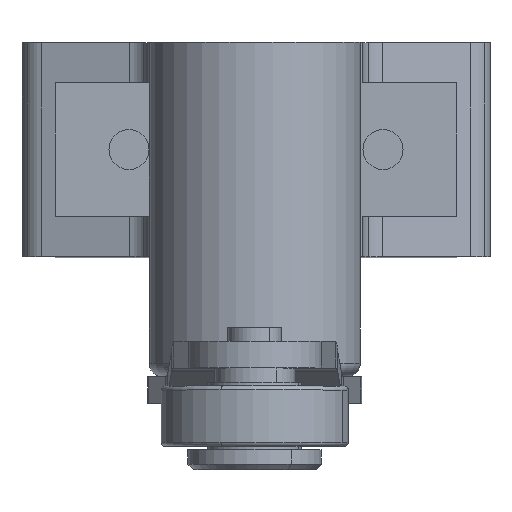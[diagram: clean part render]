
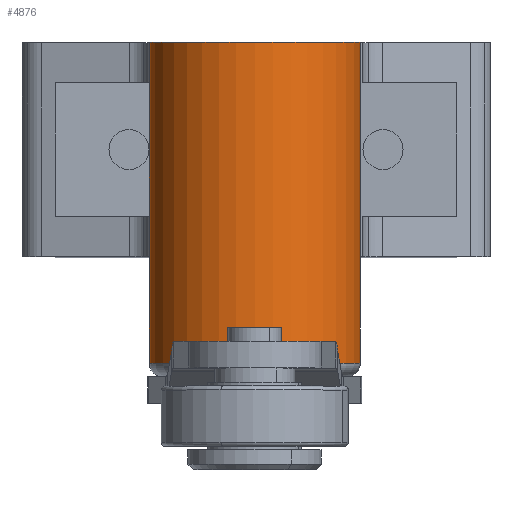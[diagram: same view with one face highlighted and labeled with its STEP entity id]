
A CAD part, top view. The second image highlights one B-rep face of the part: STEP entity #4876.
In plain terms, the highlighted cylindrical face has radius 7.9 mm (diameter 15.8 mm), a partial arc.
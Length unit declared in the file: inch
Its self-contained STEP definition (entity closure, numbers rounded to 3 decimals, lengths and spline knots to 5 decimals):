
#108 = EDGE_CURVE ( 'NONE', #13658, #6287, #4786, .T. ) ;
#161 = EDGE_CURVE ( 'NONE', #6287, #20064, #16978, .T. ) ;
#204 = CARTESIAN_POINT ( 'NONE',  ( -0.31496, 0.31496, 2.27953 ) ) ;
#366 = DIRECTION ( 'NONE',  ( 0., -1., 0. ) ) ;
#592 = CARTESIAN_POINT ( 'NONE',  ( -0.31496, -0.31496, 2.27953 ) ) ;
#803 = VECTOR ( 'NONE', #16997, 39.37008 ) ;
#821 = LINE ( 'NONE', #7098, #4901 ) ;
#872 = VERTEX_POINT ( 'NONE', #592 ) ;
#1573 = EDGE_CURVE ( 'NONE', #3322, #3911, #18494, .T. ) ;
#2910 = AXIS2_PLACEMENT_3D ( 'NONE', #20038, #9608, #9684 ) ;
#3283 = FACE_OUTER_BOUND ( 'NONE', #18482, .T. ) ;
#3322 = VERTEX_POINT ( 'NONE', #15968 ) ;
#3622 = EDGE_CURVE ( 'NONE', #872, #3911, #11689, .T. ) ;
#3708 = VECTOR ( 'NONE', #10396, 39.37008 ) ;
#3911 = VERTEX_POINT ( 'NONE', #20304 ) ;
#4786 = CIRCLE ( 'NONE', #2910, 0.31102 ) ;
#4876 = ADVANCED_FACE ( 'NONE', ( #3283 ), #12003, .T. ) ;
#4901 = VECTOR ( 'NONE', #366, 39.37008 ) ;
#5496 = EDGE_CURVE ( 'NONE', #20064, #3322, #821, .T. ) ;
#5972 = CARTESIAN_POINT ( 'NONE',  ( 0.30709, 0.31496, 2.27953 ) ) ;
#6287 = VERTEX_POINT ( 'NONE', #5972 ) ;
#6580 = DIRECTION ( 'NONE',  ( -1., 0., 0. ) ) ;
#7098 = CARTESIAN_POINT ( 'NONE',  ( 0.30709, 0.31496, 2.27953 ) ) ;
#7765 = ORIENTED_EDGE ( 'NONE', *, *, #19018, .T. ) ;
#7778 = AXIS2_PLACEMENT_3D ( 'NONE', #14823, #11586, #13015 ) ;
#8435 = VECTOR ( 'NONE', #12376, 39.37008 ) ;
#9608 = DIRECTION ( 'NONE',  ( 0., 1., 0. ) ) ;
#9684 = DIRECTION ( 'NONE',  ( -1., 0., 0. ) ) ;
#9737 = DIRECTION ( 'NONE',  ( 0., -1., 0. ) ) ;
#9809 = CARTESIAN_POINT ( 'NONE',  ( -0.00394, 0.31496, 2.27953 ) ) ;
#10396 = DIRECTION ( 'NONE',  ( 0., -1., 0. ) ) ;
#11586 = DIRECTION ( 'NONE',  ( 0., -1., 0. ) ) ;
#11689 = LINE ( 'NONE', #20790, #803 ) ;
#12003 = CYLINDRICAL_SURFACE ( 'NONE', #20712, 0.31102 ) ;
#12070 = CARTESIAN_POINT ( 'NONE',  ( 0.30709, 0.31496, 2.27953 ) ) ;
#12376 = DIRECTION ( 'NONE',  ( 0., -1., 0. ) ) ;
#13015 = DIRECTION ( 'NONE',  ( -1., 0., 0. ) ) ;
#13029 = LINE ( 'NONE', #204, #8435 ) ;
#13544 = ORIENTED_EDGE ( 'NONE', *, *, #161, .F. ) ;
#13626 = ORIENTED_EDGE ( 'NONE', *, *, #5496, .F. ) ;
#13658 = VERTEX_POINT ( 'NONE', #18138 ) ;
#14404 = CARTESIAN_POINT ( 'NONE',  ( 0.30709, -0.31496, 2.27953 ) ) ;
#14823 = CARTESIAN_POINT ( 'NONE',  ( -0.00394, -0.62992, 2.27953 ) ) ;
#15968 = CARTESIAN_POINT ( 'NONE',  ( 0.30709, -0.62992, 2.27953 ) ) ;
#16978 = LINE ( 'NONE', #12070, #3708 ) ;
#16997 = DIRECTION ( 'NONE',  ( 0., -1., 0. ) ) ;
#18138 = CARTESIAN_POINT ( 'NONE',  ( -0.31496, 0.31496, 2.27953 ) ) ;
#18482 = EDGE_LOOP ( 'NONE', ( #13626, #13544, #20943, #7765, #21607, #19948 ) ) ;
#18494 = CIRCLE ( 'NONE', #7778, 0.31102 ) ;
#19018 = EDGE_CURVE ( 'NONE', #13658, #872, #13029, .T. ) ;
#19948 = ORIENTED_EDGE ( 'NONE', *, *, #1573, .F. ) ;
#20038 = CARTESIAN_POINT ( 'NONE',  ( -0.00394, 0.31496, 2.27953 ) ) ;
#20064 = VERTEX_POINT ( 'NONE', #14404 ) ;
#20304 = CARTESIAN_POINT ( 'NONE',  ( -0.31496, -0.62992, 2.27953 ) ) ;
#20712 = AXIS2_PLACEMENT_3D ( 'NONE', #9809, #9737, #6580 ) ;
#20790 = CARTESIAN_POINT ( 'NONE',  ( -0.31496, 0.31496, 2.27953 ) ) ;
#20943 = ORIENTED_EDGE ( 'NONE', *, *, #108, .F. ) ;
#21607 = ORIENTED_EDGE ( 'NONE', *, *, #3622, .T. ) ;
